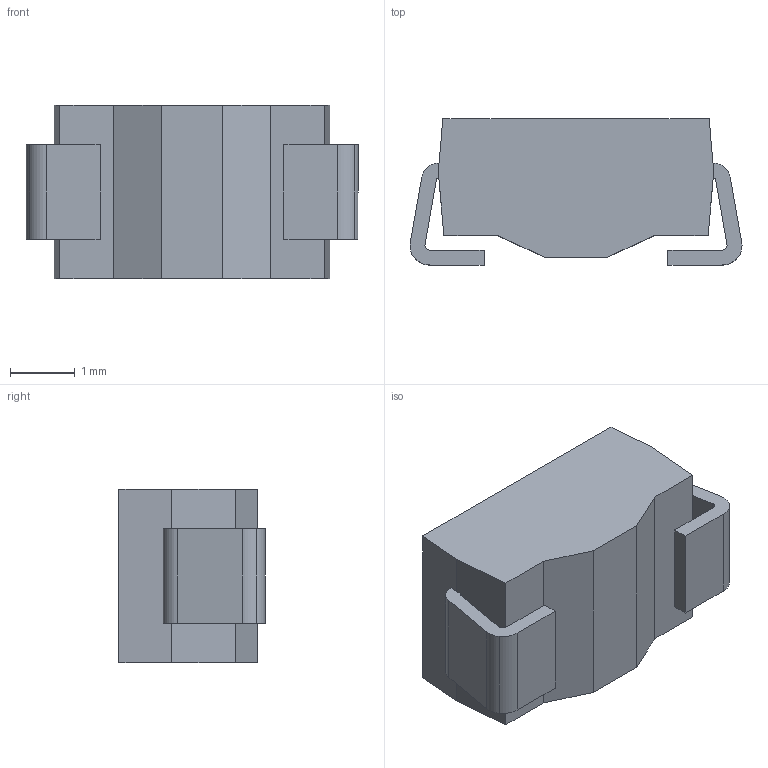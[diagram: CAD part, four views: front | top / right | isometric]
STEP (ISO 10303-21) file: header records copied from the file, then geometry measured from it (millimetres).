
FILE_DESCRIPTION(/* description */ ('Unknown'),/* implementation_level */ '2;1');
FILE_NAME(/* name */ 'DO-214AC_Unidirectional',/* time_stamp */ '2019-01-24T10:27:26+01:00',/* author */ ('Unknown'),/* organization */ ('Unknown'),/* preprocessor_version */ 'ST-DEVELOPER v16.7',/* originating_system */ 'DEX',/* authorisation */ $);
FILE_SCHEMA (('AUTOMOTIVE_DESIGN {1 0 10303 214 3 1 1}'));
Length unit declared in the file: millimetre
Products named in the file (3): DO-214AC; DO-214AC_Unidirectional; Pins
Assembly tree (2 placements, depth 2):
  DO-214AC
    DO-214AC_Unidirectional
    Pins
Bounding box: 5.11 x 2.25 x 2.67 mm (x, y, z)
Volume: 23 mm3; surface area: 92.3 mm2
Topology: 2 solids, 2 shells, 118 faces, 318 edges, 212 vertices
Faces by surface type: plane 90, bspline 16, cylinder 12
Entity records: 4927 total; most frequent: CARTESIAN_POINT 1514, ORIENTED_EDGE 634, DIRECTION 427, EDGE_CURVE 317, VERTEX_POINT 212, LINE 169, VECTOR 169, EDGE_LOOP 129
